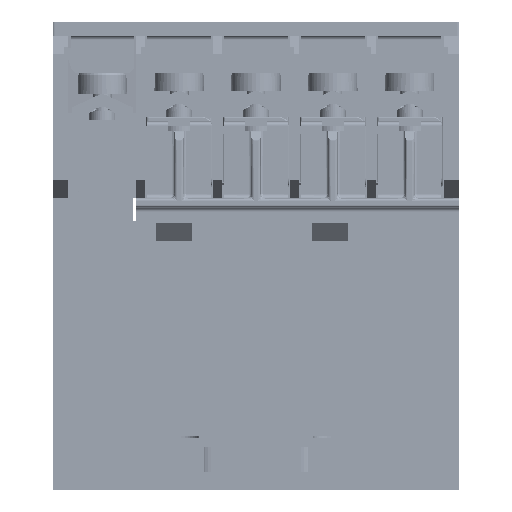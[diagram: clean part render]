
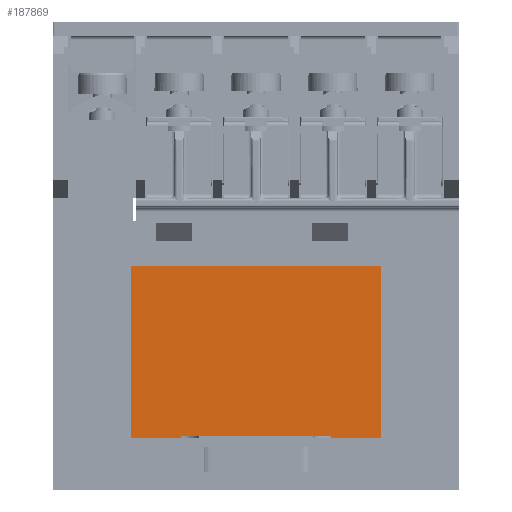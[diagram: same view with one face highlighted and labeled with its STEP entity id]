
A CAD part, front view. The second image highlights one B-rep face of the part: STEP entity #187869.
In plain terms, the highlighted planar face has unit normal (0, -1, 0).
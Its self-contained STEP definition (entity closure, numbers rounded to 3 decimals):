
#187772=CARTESIAN_POINT('',(-8.25,-22.175,-12.25));
#187773=VERTEX_POINT('',#187772);
#187789=CARTESIAN_POINT('',(-8.25,-22.175,-12.));
#187790=VERTEX_POINT('',#187789);
#187798=CARTESIAN_POINT('',(-8.25,-22.175,-12.));
#187799=DIRECTION('',(0.0,0.0,-1.0));
#187800=VECTOR('',#187799,0.25);
#187801=LINE('',#187798,#187800);
#187802=EDGE_CURVE('',#187790,#187773,#187801,.T.);
#187807=CARTESIAN_POINT('',(0.,-22.175,-3.75));
#187808=DIRECTION('',(0.0,1.0,0.0));
#187809=DIRECTION('',(0.0,0.0,1.0));
#187810=AXIS2_PLACEMENT_3D('',#187807,#187808,#187809);
#187811=PLANE('',#187810);
#187812=ORIENTED_EDGE('',*,*,#187802,.F.);
#187813=CARTESIAN_POINT('',(8.25,-22.175,-12.));
#187814=VERTEX_POINT('',#187813);
#187815=CARTESIAN_POINT('',(-8.25,-22.175,-12.));
#187816=DIRECTION('',(1.0,0.0,0.0));
#187817=VECTOR('',#187816,16.5);
#187818=LINE('',#187815,#187817);
#187819=EDGE_CURVE('',#187790,#187814,#187818,.T.);
#187820=ORIENTED_EDGE('',*,*,#187819,.T.);
#187821=CARTESIAN_POINT('',(8.25,-22.175,-12.25));
#187822=VERTEX_POINT('',#187821);
#187823=CARTESIAN_POINT('',(8.25,-22.175,-12.25));
#187824=DIRECTION('',(0.0,0.0,1.0));
#187825=VECTOR('',#187824,0.25);
#187826=LINE('',#187823,#187825);
#187827=EDGE_CURVE('',#187822,#187814,#187826,.T.);
#187828=ORIENTED_EDGE('',*,*,#187827,.F.);
#187829=CARTESIAN_POINT('',(13.875,-22.175,-12.25));
#187830=VERTEX_POINT('',#187829);
#187831=CARTESIAN_POINT('',(8.25,-22.175,-12.25));
#187832=DIRECTION('',(1.0,0.0,0.0));
#187833=VECTOR('',#187832,5.625);
#187834=LINE('',#187831,#187833);
#187835=EDGE_CURVE('',#187822,#187830,#187834,.T.);
#187836=ORIENTED_EDGE('',*,*,#187835,.T.);
#187837=CARTESIAN_POINT('',(13.875,-22.175,6.75));
#187838=VERTEX_POINT('',#187837);
#187839=CARTESIAN_POINT('',(13.875,-22.175,-12.25));
#187840=DIRECTION('',(0.0,0.0,1.0));
#187841=VECTOR('',#187840,19.0);
#187842=LINE('',#187839,#187841);
#187843=EDGE_CURVE('',#187830,#187838,#187842,.T.);
#187844=ORIENTED_EDGE('',*,*,#187843,.T.);
#187845=CARTESIAN_POINT('',(-13.875,-22.175,6.75));
#187846=VERTEX_POINT('',#187845);
#187847=CARTESIAN_POINT('',(-13.875,-22.175,6.75));
#187848=DIRECTION('',(1.0,0.0,0.0));
#187849=VECTOR('',#187848,27.75);
#187850=LINE('',#187847,#187849);
#187851=EDGE_CURVE('',#187846,#187838,#187850,.T.);
#187852=ORIENTED_EDGE('',*,*,#187851,.F.);
#187853=CARTESIAN_POINT('',(-13.875,-22.175,-12.25));
#187854=VERTEX_POINT('',#187853);
#187855=CARTESIAN_POINT('',(-13.875,-22.175,6.75));
#187856=DIRECTION('',(0.0,0.0,-1.0));
#187857=VECTOR('',#187856,19.);
#187858=LINE('',#187855,#187857);
#187859=EDGE_CURVE('',#187846,#187854,#187858,.T.);
#187860=ORIENTED_EDGE('',*,*,#187859,.T.);
#187861=CARTESIAN_POINT('',(-13.875,-22.175,-12.25));
#187862=DIRECTION('',(1.0,0.0,0.0));
#187863=VECTOR('',#187862,5.625);
#187864=LINE('',#187861,#187863);
#187865=EDGE_CURVE('',#187854,#187773,#187864,.T.);
#187866=ORIENTED_EDGE('',*,*,#187865,.T.);
#187867=EDGE_LOOP('',(#187812,#187820,#187828,#187836,#187844,#187852,#187860,#187866));
#187868=FACE_OUTER_BOUND('',#187867,.T.);
#187869=ADVANCED_FACE('',(#187868),#187811,.F.);
